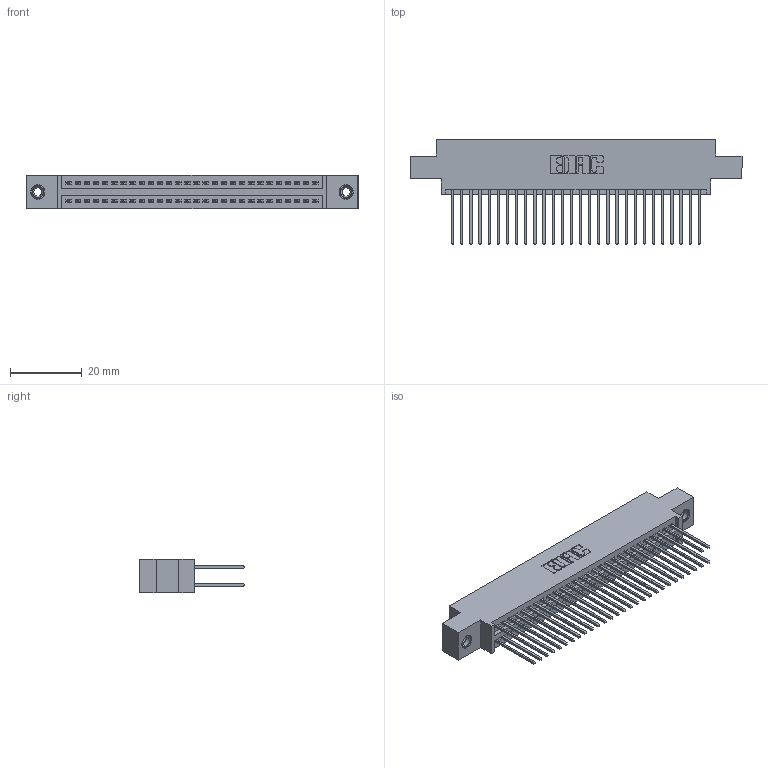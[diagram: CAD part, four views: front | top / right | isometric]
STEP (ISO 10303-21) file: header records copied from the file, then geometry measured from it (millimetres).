
FILE_DESCRIPTION (( 'STEP AP203' ), '1' );
FILE_NAME ('345-056-540-808.STEP', '2019-10-30T02:44:37', ( '' ), ( '' ), 'SwSTEP 2.0', 'SolidWorks 2016', '' );
FILE_SCHEMA (( 'CONFIG_CONTROL_DESIGN' ));
Length unit declared in the file: inch
Products named in the file (4): 345-056-540-808; 345-292-001_345-293-140; 345 Part_0.170 Offset - 0.156 Dia-TI; 345-250-001_345-250-003-102
Assembly tree (59 placements, depth 2):
  345-056-540-808
    345 Part_0.170 Offset - 0.156 Dia-TI
    345-292-001_345-293-140  x56
    345-250-001_345-250-003-102  x2
Bounding box: 92.33 x 29.13 x 9.4 mm (x, y, z)
Volume: 8931.4 mm3; surface area: 14072.7 mm2
Topology: 59 solids, 59 shells, 2990 faces, 8833 edges, 5806 vertices
Faces by surface type: plane 1964, cylinder 1010, cone 12, torus 4
Entity records: 25190 total; most frequent: CARTESIAN_POINT 4219, ORIENTED_EDGE 4146, DIRECTION 3763, EDGE_CURVE 2073, LINE 1809, VECTOR 1809, VERTEX_POINT 1376, AXIS2_PLACEMENT_3D 977
